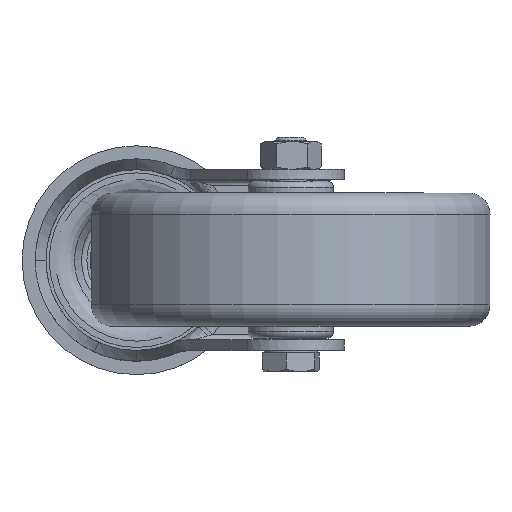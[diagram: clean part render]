
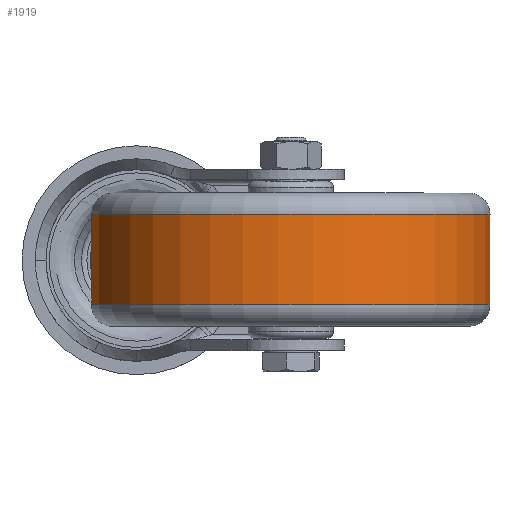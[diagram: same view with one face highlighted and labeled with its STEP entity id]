
A CAD part, top view. The second image highlights one B-rep face of the part: STEP entity #1919.
In plain terms, the highlighted cylindrical face has radius 37.5 mm (diameter 75 mm), a full revolution.
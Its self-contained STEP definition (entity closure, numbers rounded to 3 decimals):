
#1919=ADVANCED_FACE('',(#2264,#2265),#2266,.T.);
#2264=FACE_OUTER_BOUND('',#2794,.T.);
#2265=FACE_OUTER_BOUND('',#2795,.T.);
#2266=CYLINDRICAL_SURFACE('',#2796,37.5);
#2794=EDGE_LOOP('',(#4775));
#2795=EDGE_LOOP('',(#4776));
#2796=AXIS2_PLACEMENT_3D('',#4777,#4778,#4779);
#4775=ORIENTED_EDGE('',*,*,#6023,.T.);
#4776=ORIENTED_EDGE('',*,*,#6026,.T.);
#4777=CARTESIAN_POINT('',(0.0,0.0,0.0));
#4778=DIRECTION('',(0.0,0.0,-1.0));
#4779=DIRECTION('',(-1.0,0.0,0.0));
#6023=EDGE_CURVE('',#6541,#6541,#6542,.F.);
#6026=EDGE_CURVE('',#6547,#6547,#6548,.F.);
#6541=VERTEX_POINT('',#7414);
#6542=CIRCLE('',#7415,37.5);
#6547=VERTEX_POINT('',#7420);
#6548=CIRCLE('',#7421,37.5);
#7414=CARTESIAN_POINT('',(-37.5,0.,-8.5));
#7415=AXIS2_PLACEMENT_3D('',#9469,#9470,#9471);
#7420=CARTESIAN_POINT('',(37.5,0.,8.5));
#7421=AXIS2_PLACEMENT_3D('',#9478,#9479,#9480);
#9469=CARTESIAN_POINT('',(0.0,0.0,-8.5));
#9470=DIRECTION('',(0.0,0.0,-1.0));
#9471=DIRECTION('',(-1.0,0.0,0.0));
#9478=CARTESIAN_POINT('',(0.0,0.0,8.5));
#9479=DIRECTION('',(0.0,0.0,1.0));
#9480=DIRECTION('',(1.0,0.0,0.0));
